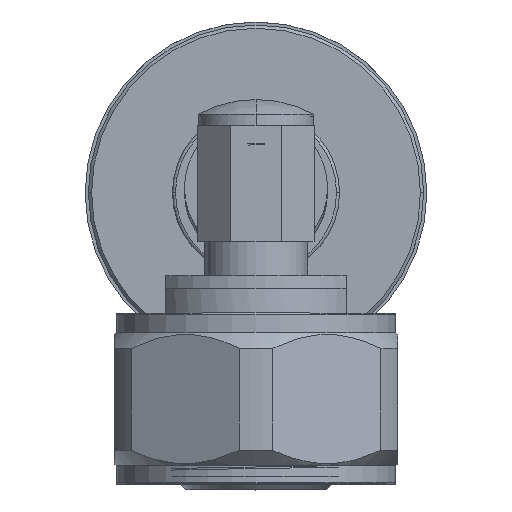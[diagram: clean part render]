
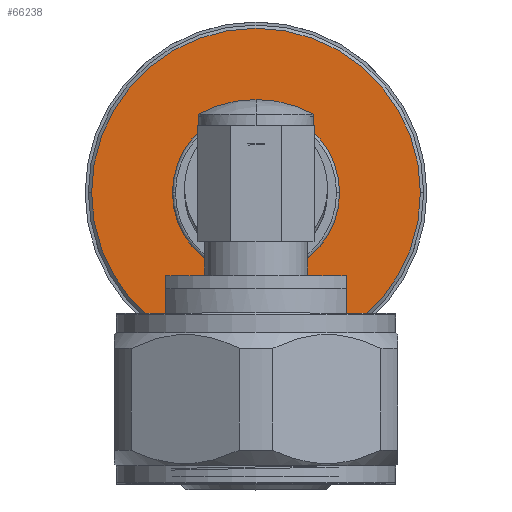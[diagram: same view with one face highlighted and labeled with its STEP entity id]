
A CAD part, top view. The second image highlights one B-rep face of the part: STEP entity #66238.
In plain terms, the highlighted face is planar.
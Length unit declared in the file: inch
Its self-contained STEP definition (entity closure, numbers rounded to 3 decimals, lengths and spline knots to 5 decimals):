
#1341 = ORIENTED_EDGE ( 'NONE', *, *, #73822, .T. ) ;
#2680 = VERTEX_POINT ( 'NONE', #60671 ) ;
#2841 = DIRECTION ( 'NONE',  ( 0., 0., -1. ) ) ;
#3820 = AXIS2_PLACEMENT_3D ( 'NONE', #62931, #106425, #38374 ) ;
#4330 = CIRCLE ( 'NONE', #17714, 0.5021 ) ;
#5704 = EDGE_LOOP ( 'NONE', ( #81202, #1341 ) ) ;
#8118 = FACE_OUTER_BOUND ( 'NONE', #5704, .T. ) ;
#11599 = AXIS2_PLACEMENT_3D ( 'NONE', #42263, #83553, #24432 ) ;
#15228 = EDGE_LOOP ( 'NONE', ( #18344, #75911 ) ) ;
#16113 = CIRCLE ( 'NONE', #11599, 0.25515 ) ;
#17714 = AXIS2_PLACEMENT_3D ( 'NONE', #90009, #79962, #71419 ) ;
#18344 = ORIENTED_EDGE ( 'NONE', *, *, #38355, .F. ) ;
#24432 = DIRECTION ( 'NONE',  ( 0., 0., -1. ) ) ;
#28122 = CARTESIAN_POINT ( 'NONE',  ( 1.02551, 0., 0. ) ) ;
#32605 = VERTEX_POINT ( 'NONE', #36585 ) ;
#36585 = CARTESIAN_POINT ( 'NONE',  ( 1.02551, 0., 0.25515 ) ) ;
#38355 = EDGE_CURVE ( 'NONE', #65128, #32605, #16113, .T. ) ;
#38374 = DIRECTION ( 'NONE',  ( 0., 0., -1. ) ) ;
#42263 = CARTESIAN_POINT ( 'NONE',  ( 1.02551, 0., 0. ) ) ;
#43972 = PLANE ( 'NONE',  #48598 ) ;
#44476 = DIRECTION ( 'NONE',  ( 1., 0., 0. ) ) ;
#45899 = VERTEX_POINT ( 'NONE', #72745 ) ;
#48598 = AXIS2_PLACEMENT_3D ( 'NONE', #60378, #104200, #53247 ) ;
#51547 = EDGE_CURVE ( 'NONE', #2680, #45899, #4330, .T. ) ;
#51916 = FACE_BOUND ( 'NONE', #15228, .T. ) ;
#53247 = DIRECTION ( 'NONE',  ( 0., 0., -1. ) ) ;
#59388 = AXIS2_PLACEMENT_3D ( 'NONE', #28122, #44476, #2841 ) ;
#60378 = CARTESIAN_POINT ( 'NONE',  ( 1.02551, 0.5021, 0. ) ) ;
#60671 = CARTESIAN_POINT ( 'NONE',  ( 1.02551, 0., 0.5021 ) ) ;
#62931 = CARTESIAN_POINT ( 'NONE',  ( 1.02551, 0., 0. ) ) ;
#65128 = VERTEX_POINT ( 'NONE', #67178 ) ;
#66238 = ADVANCED_FACE ( 'NONE', ( #8118, #51916 ), #43972, .T. ) ;
#67178 = CARTESIAN_POINT ( 'NONE',  ( 1.02551, 0., -0.25515 ) ) ;
#71419 = DIRECTION ( 'NONE',  ( 0., 0., -1. ) ) ;
#71565 = EDGE_CURVE ( 'NONE', #32605, #65128, #78391, .T. ) ;
#72745 = CARTESIAN_POINT ( 'NONE',  ( 1.02551, 0., -0.5021 ) ) ;
#73822 = EDGE_CURVE ( 'NONE', #45899, #2680, #77014, .T. ) ;
#75911 = ORIENTED_EDGE ( 'NONE', *, *, #71565, .F. ) ;
#77014 = CIRCLE ( 'NONE', #3820, 0.5021 ) ;
#78391 = CIRCLE ( 'NONE', #59388, 0.25515 ) ;
#79962 = DIRECTION ( 'NONE',  ( 1., 0., 0. ) ) ;
#81202 = ORIENTED_EDGE ( 'NONE', *, *, #51547, .T. ) ;
#83553 = DIRECTION ( 'NONE',  ( 1., 0., 0. ) ) ;
#90009 = CARTESIAN_POINT ( 'NONE',  ( 1.02551, 0., 0. ) ) ;
#104200 = DIRECTION ( 'NONE',  ( 1., 0., 0. ) ) ;
#106425 = DIRECTION ( 'NONE',  ( 1., 0., 0. ) ) ;
